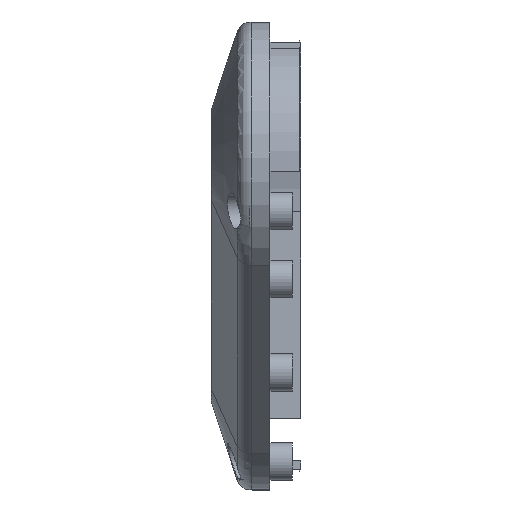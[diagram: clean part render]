
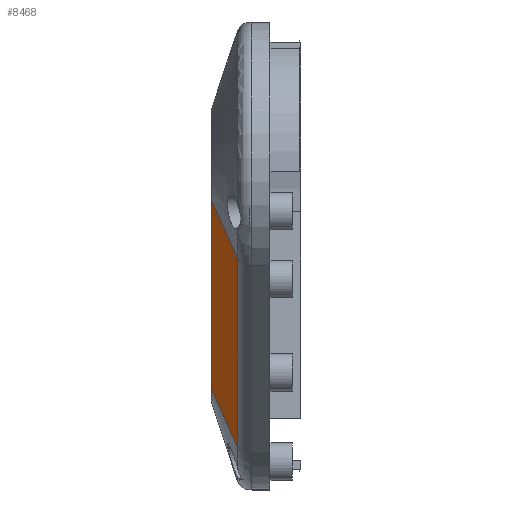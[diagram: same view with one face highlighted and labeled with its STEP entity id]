
A CAD part, left-side view. The second image highlights one B-rep face of the part: STEP entity #8468.
In plain terms, the highlighted planar face has unit normal (-0.212, 0.949, -0.234).
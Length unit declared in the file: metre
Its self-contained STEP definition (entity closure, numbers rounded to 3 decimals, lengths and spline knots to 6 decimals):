
#1222=ORIENTED_EDGE('',*,*,#3411,.F.);
#1223=ORIENTED_EDGE('',*,*,#3459,.F.);
#1224=ORIENTED_EDGE('',*,*,#3402,.T.);
#1225=ORIENTED_EDGE('',*,*,#3662,.F.);
#3402=EDGE_CURVE('',#4688,#4687,#5522,.T.);
#3411=EDGE_CURVE('',#4695,#4696,#5525,.T.);
#3459=EDGE_CURVE('',#4688,#4695,#5544,.F.);
#3662=EDGE_CURVE('',#4696,#4687,#5645,.T.);
#4687=VERTEX_POINT('',#12660);
#4688=VERTEX_POINT('',#12662);
#4695=VERTEX_POINT('',#12694);
#4696=VERTEX_POINT('',#12696);
#5522=LINE('',#12661,#6290);
#5525=LINE('',#12695,#6293);
#5544=LINE('',#12839,#6312);
#5645=LINE('',#13264,#6413);
#6290=VECTOR('',#9921,1.);
#6293=VECTOR('',#9934,1.);
#6312=VECTOR('',#10007,1.);
#6413=VECTOR('',#10406,1.);
#7130=EDGE_LOOP('',(#1222,#1223,#1224,#1225));
#7696=FACE_BOUND('',#7130,.T.);
#8190=PLANE('',#9117);
#8468=ADVANCED_FACE('',(#7696),#8190,.F.);
#9117=AXIS2_PLACEMENT_3D('',#13263,#10404,#10405);
#9921=DIRECTION('',(-0.638,-0.316,-0.703));
#9934=DIRECTION('',(-0.638,-0.316,-0.703));
#10007=DIRECTION('',(0.741,0.,-0.672));
#10404=DIRECTION('',(0.213,-0.949,0.234));
#10405=DIRECTION('',(0.,-0.24,-0.971));
#10406=DIRECTION('',(0.741,0.,-0.672));
#12660=CARTESIAN_POINT('',(-0.19115,0.007074,0.003448));
#12661=CARTESIAN_POINT('',(-0.179807,0.0127,0.015948));
#12662=CARTESIAN_POINT('',(-0.179807,0.0127,0.015948));
#12694=CARTESIAN_POINT('',(-0.224595,0.0127,0.056588));
#12695=CARTESIAN_POINT('',(-0.224595,0.0127,0.056588));
#12696=CARTESIAN_POINT('',(-0.235937,0.007074,0.044088));
#12839=CARTESIAN_POINT('',(-0.202201,0.0127,0.036268));
#13263=CARTESIAN_POINT('',(-0.058392,0.033894,-0.008367));
#13264=CARTESIAN_POINT('',(-0.19115,0.007074,0.003448));
